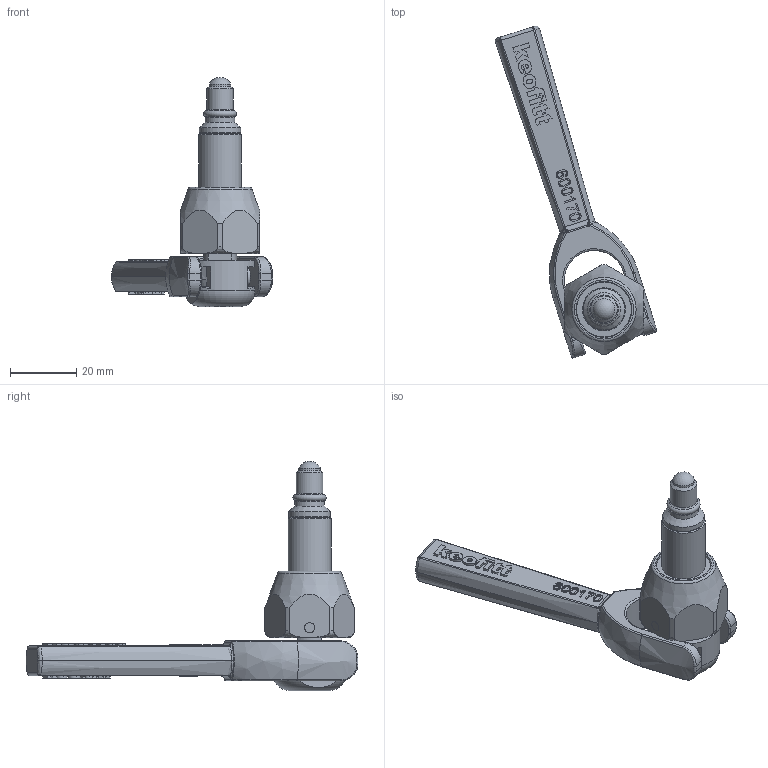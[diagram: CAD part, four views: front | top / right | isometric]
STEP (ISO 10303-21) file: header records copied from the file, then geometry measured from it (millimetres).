
FILE_DESCRIPTION((''),'2;1');
FILE_NAME('400043.stp','2008-08-04T15:21:02',('mbm'),(''),'Autodesk Inventor 2008','Autodesk Inventor 2008','');
FILE_SCHEMA(('AUTOMOTIVE_DESIGN { 1 0 10303 214 1 1 1 1 }'));
Length unit declared in the file: millimetre
Products named in the file (1): Part791
Bounding box: 48.8 x 100.2 x 69.18 mm (x, y, z)
Volume: 27384.7 mm3; surface area: 9989.2 mm2
Topology: 1 solids, 1 shells, 517 faces, 1349 edges, 866 vertices
Faces by surface type: bspline 220, plane 208, cylinder 48, cone 20, torus 16, sphere 5
Full cylindrical faces by diameter (mm): 3 x1, 3.05 x1, 6.1 x1, 6.5 x1, 8 x1, 9 x1, 10 x1, 10.2 x1, 12.5 x1, 13 x1, 16.5 x1
Entity records: 20439 total; most frequent: CARTESIAN_POINT 8884, ORIENTED_EDGE 2604, DIRECTION 1606, EDGE_CURVE 1302, VERTEX_POINT 855, VECTOR 678, LINE 678, EDGE_LOOP 587
